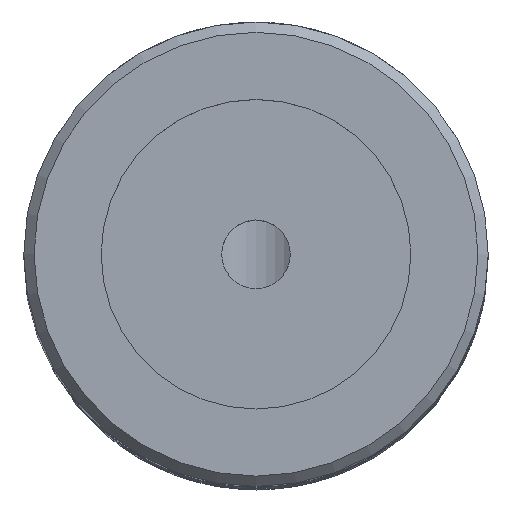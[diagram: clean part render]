
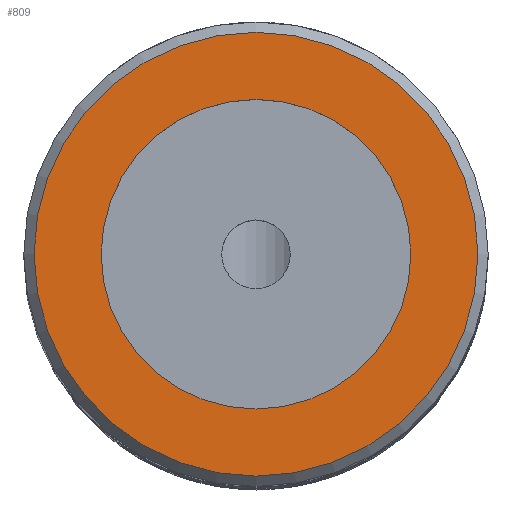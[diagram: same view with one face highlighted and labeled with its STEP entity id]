
A CAD part, top view. The second image highlights one B-rep face of the part: STEP entity #809.
In plain terms, the highlighted planar face has unit normal (0, 0, 1).
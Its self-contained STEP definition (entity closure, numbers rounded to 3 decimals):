
#40=FACE_BOUND('',#176,.T.);
#61=CIRCLE('',#895,21.5);
#62=CIRCLE('',#897,15.);
#86=PLANE('',#896);
#115=FACE_OUTER_BOUND('',#175,.T.);
#175=EDGE_LOOP('',(#662));
#176=EDGE_LOOP('',(#663));
#393=VERTEX_POINT('',#1674);
#394=VERTEX_POINT('',#1678);
#491=EDGE_CURVE('',#393,#393,#61,.T.);
#493=EDGE_CURVE('',#394,#394,#62,.T.);
#662=ORIENTED_EDGE('',*,*,#491,.F.);
#663=ORIENTED_EDGE('',*,*,#493,.T.);
#809=ADVANCED_FACE('',(#115,#40),#86,.T.);
#895=AXIS2_PLACEMENT_3D('',#1675,#1048,#1049);
#896=AXIS2_PLACEMENT_3D('',#1677,#1051,#1052);
#897=AXIS2_PLACEMENT_3D('',#1679,#1053,#1054);
#1048=DIRECTION('center_axis',(0.,0.,-1.));
#1049=DIRECTION('ref_axis',(-1.,0.,0.));
#1051=DIRECTION('center_axis',(0.,0.,1.));
#1052=DIRECTION('ref_axis',(1.,0.,0.));
#1053=DIRECTION('center_axis',(0.,0.,-1.));
#1054=DIRECTION('ref_axis',(-1.,0.,0.));
#1674=CARTESIAN_POINT('',(21.5,0.,198.));
#1675=CARTESIAN_POINT('Origin',(0.,0.,198.));
#1677=CARTESIAN_POINT('Origin',(0.,0.,198.));
#1678=CARTESIAN_POINT('',(15.,0.,198.));
#1679=CARTESIAN_POINT('Origin',(0.,0.,198.));
